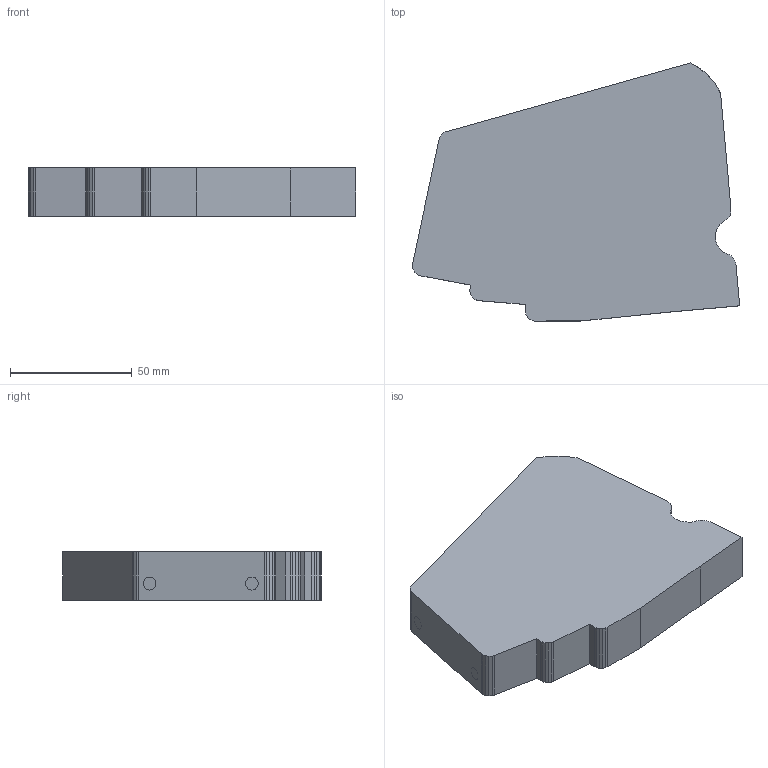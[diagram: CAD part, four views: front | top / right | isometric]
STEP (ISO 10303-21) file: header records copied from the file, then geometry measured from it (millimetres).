
FILE_DESCRIPTION(/* description */ (''),/* implementation_level */ '2;1');
FILE_NAME(/* name */ 'Acari_Case_box v1.step',/* time_stamp */ '2024-02-26T13:56:19+01:00',/* author */ (''),/* organization */ (''),/* preprocessor_version */ 'ST-DEVELOPER v20',/* originating_system */ 'Autodesk Translation Framework v12.20.1.177',/* authorisation */ '');
FILE_SCHEMA (('AUTOMOTIVE_DESIGN { 1 0 10303 214 3 1 1 }'));
Length unit declared in the file: millimetre
Products named in the file (1): Acari_Case_box
Bounding box: 134.56 x 106.13 x 20 mm (x, y, z)
Volume: 49205.1 mm3; surface area: 55079.4 mm2
Topology: 1 solids, 1 shells, 136 faces, 415 edges, 282 vertices
Faces by surface type: plane 117, cylinder 16, cone 2, sphere 1
Entity records: 4647 total; most frequent: CARTESIAN_POINT 833, ORIENTED_EDGE 828, DIRECTION 729, EDGE_CURVE 414, LINE 373, VECTOR 373, VERTEX_POINT 282, AXIS2_PLACEMENT_3D 178
